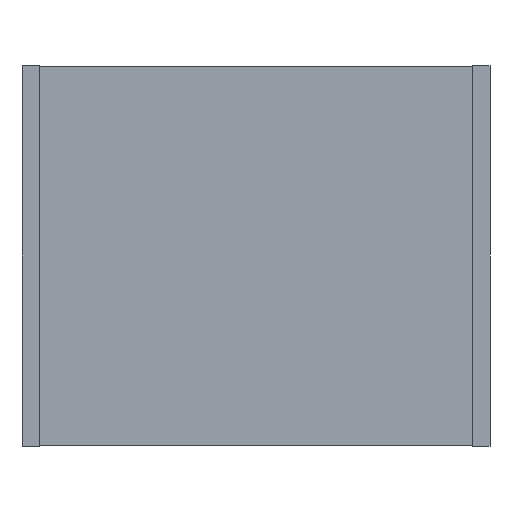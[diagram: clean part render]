
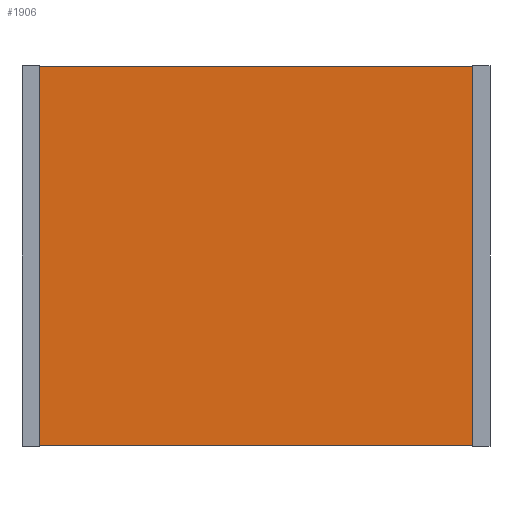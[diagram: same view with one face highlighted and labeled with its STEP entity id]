
A CAD part, front view. The second image highlights one B-rep face of the part: STEP entity #1906.
In plain terms, the highlighted planar face has unit normal (0, -1, 0).
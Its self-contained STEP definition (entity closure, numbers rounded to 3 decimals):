
#92 = DIRECTION ( 'NONE',  ( 0., 0., -1. ) ) ;
#162 = DIRECTION ( 'NONE',  ( 0., 0., -1. ) ) ;
#195 = EDGE_LOOP ( 'NONE', ( #516, #1327, #1898, #2430 ) ) ;
#415 = VECTOR ( 'NONE', #523, 1000. ) ;
#487 = VECTOR ( 'NONE', #162, 1000. ) ;
#516 = ORIENTED_EDGE ( 'NONE', *, *, #1855, .F. ) ;
#523 = DIRECTION ( 'NONE',  ( 1., 0., 0. ) ) ;
#537 = AXIS2_PLACEMENT_3D ( 'NONE', #1082, #1268, #92 ) ;
#538 = CARTESIAN_POINT ( 'NONE',  ( 0.49, 0., 0. ) ) ;
#608 = EDGE_CURVE ( 'NONE', #675, #720, #2292, .T. ) ;
#610 = VERTEX_POINT ( 'NONE', #909 ) ;
#654 = LINE ( 'NONE', #2387, #1768 ) ;
#675 = VERTEX_POINT ( 'NONE', #1132 ) ;
#720 = VERTEX_POINT ( 'NONE', #896 ) ;
#771 = LINE ( 'NONE', #2264, #869 ) ;
#869 = VECTOR ( 'NONE', #1934, 1000. ) ;
#896 = CARTESIAN_POINT ( 'NONE',  ( 12.89, 0., 0. ) ) ;
#909 = CARTESIAN_POINT ( 'NONE',  ( 12.89, 0., -10.88 ) ) ;
#1040 = CARTESIAN_POINT ( 'NONE',  ( 0.49, 0., -10.88 ) ) ;
#1058 = DIRECTION ( 'NONE',  ( -1., 0., 0. ) ) ;
#1063 = EDGE_CURVE ( 'NONE', #610, #720, #771, .T. ) ;
#1082 = CARTESIAN_POINT ( 'NONE',  ( 0., 0., 0. ) ) ;
#1132 = CARTESIAN_POINT ( 'NONE',  ( 0.49, 0., 0. ) ) ;
#1146 = EDGE_CURVE ( 'NONE', #675, #1200, #1905, .T. ) ;
#1200 = VERTEX_POINT ( 'NONE', #1040 ) ;
#1268 = DIRECTION ( 'NONE',  ( 0., -1., 0. ) ) ;
#1327 = ORIENTED_EDGE ( 'NONE', *, *, #1063, .T. ) ;
#1768 = VECTOR ( 'NONE', #1058, 1000. ) ;
#1821 = PLANE ( 'NONE',  #537 ) ;
#1855 = EDGE_CURVE ( 'NONE', #610, #1200, #654, .T. ) ;
#1898 = ORIENTED_EDGE ( 'NONE', *, *, #608, .F. ) ;
#1905 = LINE ( 'NONE', #538, #487 ) ;
#1906 = ADVANCED_FACE ( 'NONE', ( #2399 ), #1821, .T. ) ;
#1907 = CARTESIAN_POINT ( 'NONE',  ( 0., 0., 0. ) ) ;
#1934 = DIRECTION ( 'NONE',  ( 0., 0., 1. ) ) ;
#2264 = CARTESIAN_POINT ( 'NONE',  ( 12.89, 0., 0. ) ) ;
#2292 = LINE ( 'NONE', #1907, #415 ) ;
#2387 = CARTESIAN_POINT ( 'NONE',  ( 0., 0., -10.88 ) ) ;
#2399 = FACE_OUTER_BOUND ( 'NONE', #195, .T. ) ;
#2430 = ORIENTED_EDGE ( 'NONE', *, *, #1146, .T. ) ;
